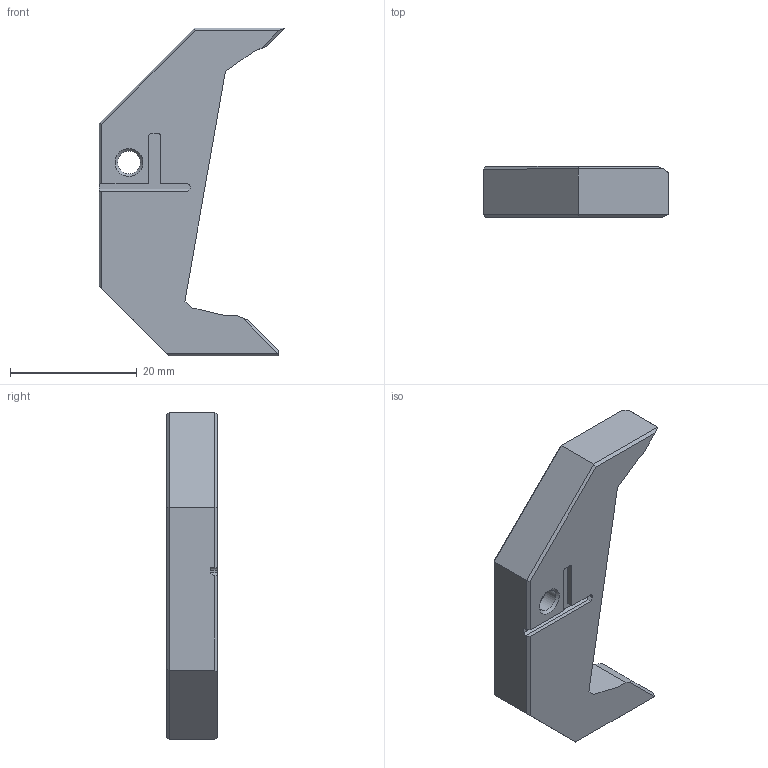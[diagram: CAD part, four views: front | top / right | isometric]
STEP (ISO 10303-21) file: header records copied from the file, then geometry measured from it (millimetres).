
FILE_DESCRIPTION(/* description */ (''),/* implementation_level */ '2;1');
FILE_NAME(/* name */ 'Blobifier A4T Tighter Fit.step',/* time_stamp */ '2025-07-22T21:29:57+01:00',/* author */ (''),/* organization */ (''),/* preprocessor_version */ 'ST-DEVELOPER v20.1',/* originating_system */ 'Autodesk Translation Framework v14.10.0.0',/* authorisation */ '');
FILE_SCHEMA (('AUTOMOTIVE_DESIGN { 1 0 10303 214 3 1 1 }'));
Length unit declared in the file: millimetre
Products named in the file (1): Configuration 1
Bounding box: 29.31 x 8.01 x 51.73 mm (x, y, z)
Volume: 5150.4 mm3; surface area: 2850.8 mm2
Topology: 1 solids, 1 shells, 62 faces, 163 edges, 104 vertices
Faces by surface type: plane 53, cylinder 6, cone 3
Full cylindrical faces by diameter (mm): 3.6 x1, 6.6 x1
Entity records: 1903 total; most frequent: CARTESIAN_POINT 330, ORIENTED_EDGE 326, DIRECTION 304, EDGE_CURVE 163, LINE 148, VECTOR 148, VERTEX_POINT 104, AXIS2_PLACEMENT_3D 78
